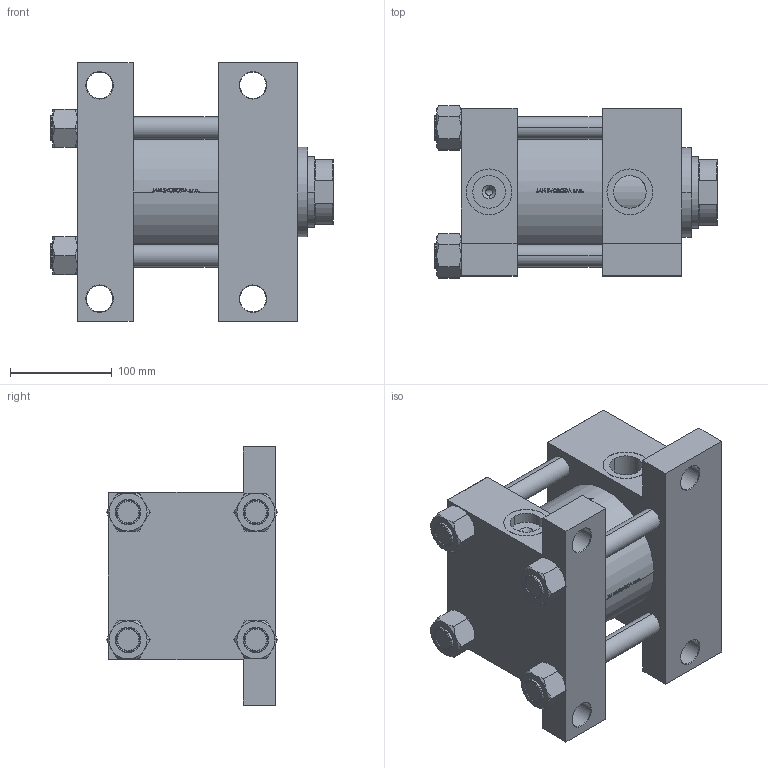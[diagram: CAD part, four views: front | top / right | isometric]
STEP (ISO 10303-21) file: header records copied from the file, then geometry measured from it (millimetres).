
FILE_DESCRIPTION (( 'STEP AP203' ), '1' );
FILE_NAME ('a8e5.STEP', '2023-01-17T17:13:42', ( '' ), ( '' ), 'SwSTEP 2.0', 'SolidWorks 2019', '' );
FILE_SCHEMA (( 'CONFIG_CONTROL_DESIGN' ));
Length unit declared in the file: millimetre
Products named in the file (6): V215CR_G_Body d10f3445c49097f425114270fffe4b40; NUT_M5_G d10f3445c49097f425114270fffe4b40; V215CR_VCP_G d10f3445c49097f425114270fffe4b40; V215CR_G_TYCINKA d10f3445c49097f425114270fffe4b40; V215_VC_A d10f3445c49097f425114270fffe4b40; a8e5
Assembly tree (11 placements, depth 2):
  a8e5
    V215CR_G_Body d10f3445c49097f425114270fffe4b40
    V215CR_VCP_G d10f3445c49097f425114270fffe4b40
    V215CR_G_TYCINKA d10f3445c49097f425114270fffe4b40  x4
    NUT_M5_G d10f3445c49097f425114270fffe4b40  x4
    V215_VC_A d10f3445c49097f425114270fffe4b40
Bounding box: 278 x 169.14 x 254 mm (x, y, z)
Volume: 4959360.1 mm3; surface area: 544184.8 mm2
Topology: 11 solids, 11 shells, 1135 faces, 2908 edges, 1877 vertices
Faces by surface type: plane 479, bspline 380, cone 144, cylinder 124, torus 8
Entity records: 48024 total; most frequent: CARTESIAN_POINT 26073, ORIENTED_EDGE 5080, DIRECTION 3112, EDGE_CURVE 2540, VERTEX_POINT 1655, LINE 1316, VECTOR 1316, EDGE_LOOP 1081
